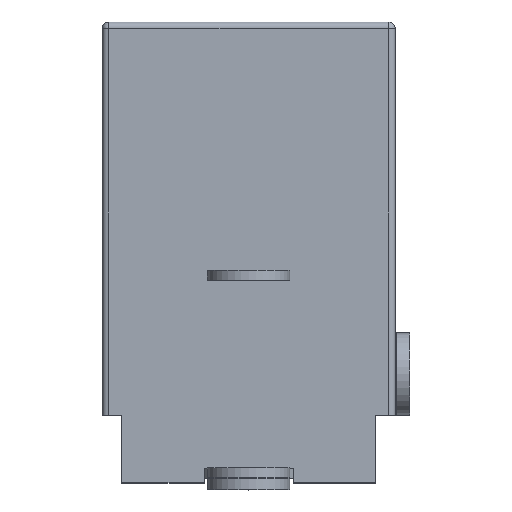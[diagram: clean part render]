
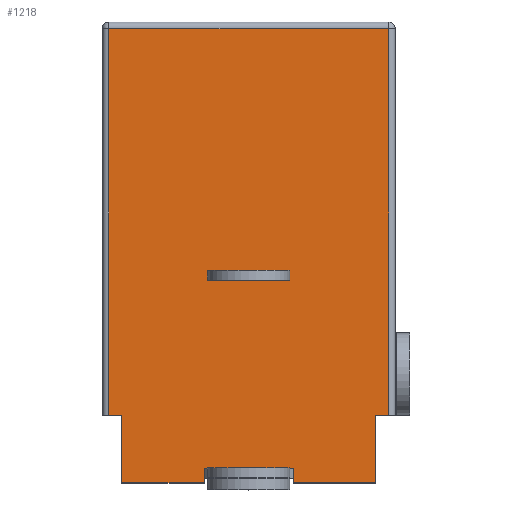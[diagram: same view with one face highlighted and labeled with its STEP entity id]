
A CAD part, top view. The second image highlights one B-rep face of the part: STEP entity #1218.
In plain terms, the highlighted planar face has unit normal (0, 0, 1).
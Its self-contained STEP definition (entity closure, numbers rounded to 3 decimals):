
#178=DIRECTION('',(1.,0.,0.));
#179=VECTOR('',#178,2.5);
#180=CARTESIAN_POINT('',(-1.25,-7.85,6.5));
#181=LINE('',#180,#179);
#182=DIRECTION('',(0.,1.,0.));
#183=VECTOR('',#182,0.3);
#184=CARTESIAN_POINT('',(1.25,-7.85,6.5));
#185=LINE('',#184,#183);
#186=DIRECTION('',(1.,0.,0.));
#187=VECTOR('',#186,2.5);
#188=CARTESIAN_POINT('',(-1.25,-7.55,6.5));
#189=LINE('',#188,#187);
#190=DIRECTION('',(0.,1.,0.));
#191=VECTOR('',#190,0.3);
#192=CARTESIAN_POINT('',(-1.25,-7.85,6.5));
#193=LINE('',#192,#191);
#194=DIRECTION('',(0.,-1.,0.));
#195=VECTOR('',#194,0.45);
#196=CARTESIAN_POINT('',(-1.35,-13.55,6.5));
#197=LINE('',#196,#195);
#198=DIRECTION('',(0.,-1.,0.));
#199=VECTOR('',#198,11.75);
#200=CARTESIAN_POINT('',(-4.25,-0.2,6.5));
#201=LINE('',#200,#199);
#202=DIRECTION('',(1.,0.,0.));
#203=VECTOR('',#202,8.5);
#204=CARTESIAN_POINT('',(-4.25,-0.2,6.5));
#205=LINE('',#204,#203);
#206=DIRECTION('',(-1.,0.,0.));
#207=VECTOR('',#206,2.5);
#208=CARTESIAN_POINT('',(1.25,-13.55,6.5));
#209=LINE('',#208,#207);
#285=DIRECTION('',(-1.,0.,0.));
#286=VECTOR('',#285,0.1);
#287=CARTESIAN_POINT('',(1.35,-13.55,6.5));
#288=LINE('',#287,#286);
#318=DIRECTION('',(-1.,0.,0.));
#319=VECTOR('',#318,0.1);
#320=CARTESIAN_POINT('',(-1.25,-13.55,6.5));
#321=LINE('',#320,#319);
#425=DIRECTION('',(0.,-1.,0.));
#426=VECTOR('',#425,0.45);
#427=CARTESIAN_POINT('',(1.35,-13.55,6.5));
#428=LINE('',#427,#426);
#429=DIRECTION('',(-1.,0.,0.));
#430=VECTOR('',#429,2.5);
#431=CARTESIAN_POINT('',(3.85,-14.,6.5));
#432=LINE('',#431,#430);
#445=DIRECTION('',(-1.,0.,0.));
#446=VECTOR('',#445,2.5);
#447=CARTESIAN_POINT('',(-1.35,-14.,6.5));
#448=LINE('',#447,#446);
#465=DIRECTION('',(0.,1.,0.));
#466=VECTOR('',#465,2.05);
#467=CARTESIAN_POINT('',(3.85,-14.,6.5));
#468=LINE('',#467,#466);
#494=DIRECTION('',(1.,0.,0.));
#495=VECTOR('',#494,0.4);
#496=CARTESIAN_POINT('',(-4.25,-11.95,6.5));
#497=LINE('',#496,#495);
#523=DIRECTION('',(1.,0.,0.));
#524=VECTOR('',#523,0.4);
#525=CARTESIAN_POINT('',(3.85,-11.95,6.5));
#526=LINE('',#525,#524);
#545=DIRECTION('',(0.,-1.,0.));
#546=VECTOR('',#545,2.05);
#547=CARTESIAN_POINT('',(-3.85,-11.95,6.5));
#548=LINE('',#547,#546);
#683=DIRECTION('',(0.,-1.,0.));
#684=VECTOR('',#683,11.75);
#685=CARTESIAN_POINT('',(4.25,-0.2,6.5));
#686=LINE('',#685,#684);
#698=CARTESIAN_POINT('',(-4.25,-11.95,6.5));
#700=VERTEX_POINT('',#698);
#701=CARTESIAN_POINT('',(4.25,-11.95,6.5));
#703=VERTEX_POINT('',#701);
#729=CARTESIAN_POINT('',(3.85,-11.95,6.5));
#731=VERTEX_POINT('',#729);
#733=CARTESIAN_POINT('',(-3.85,-11.95,6.5));
#735=VERTEX_POINT('',#733);
#737=CARTESIAN_POINT('',(3.85,-14.,6.5));
#738=CARTESIAN_POINT('',(1.35,-14.,6.5));
#739=VERTEX_POINT('',#737);
#740=VERTEX_POINT('',#738);
#745=CARTESIAN_POINT('',(-1.35,-14.,6.5));
#746=CARTESIAN_POINT('',(-3.85,-14.,6.5));
#747=VERTEX_POINT('',#745);
#748=VERTEX_POINT('',#746);
#753=CARTESIAN_POINT('',(1.35,-13.55,6.5));
#755=VERTEX_POINT('',#753);
#763=CARTESIAN_POINT('',(-1.35,-13.55,6.5));
#764=VERTEX_POINT('',#763);
#773=CARTESIAN_POINT('',(4.25,-0.2,6.5));
#775=VERTEX_POINT('',#773);
#795=CARTESIAN_POINT('',(-4.25,-0.2,6.5));
#796=VERTEX_POINT('',#795);
#823=CARTESIAN_POINT('',(-1.25,-7.85,6.5));
#824=CARTESIAN_POINT('',(1.25,-7.85,6.5));
#825=VERTEX_POINT('',#823);
#826=VERTEX_POINT('',#824);
#827=CARTESIAN_POINT('',(-1.25,-7.55,6.5));
#828=CARTESIAN_POINT('',(1.25,-7.55,6.5));
#829=VERTEX_POINT('',#827);
#830=VERTEX_POINT('',#828);
#851=CARTESIAN_POINT('',(1.25,-13.55,6.5));
#852=CARTESIAN_POINT('',(-1.25,-13.55,6.5));
#853=VERTEX_POINT('',#851);
#854=VERTEX_POINT('',#852);
#1174=CARTESIAN_POINT('',(-4.25,0.,6.5));
#1175=DIRECTION('',(0.,0.,1.));
#1176=DIRECTION('',(1.,0.,0.));
#1177=AXIS2_PLACEMENT_3D('',#1174,#1175,#1176);
#1178=PLANE('',#1177);
#1180=ORIENTED_EDGE('',*,*,#1179,.T.);
#1182=ORIENTED_EDGE('',*,*,#1181,.T.);
#1184=ORIENTED_EDGE('',*,*,#1183,.T.);
#1186=ORIENTED_EDGE('',*,*,#1185,.F.);
#1188=ORIENTED_EDGE('',*,*,#1187,.F.);
#1189=ORIENTED_EDGE('',*,*,#1166,.F.);
#1191=ORIENTED_EDGE('',*,*,#1190,.T.);
#1193=ORIENTED_EDGE('',*,*,#1192,.T.);
#1195=ORIENTED_EDGE('',*,*,#1194,.F.);
#1197=ORIENTED_EDGE('',*,*,#1196,.F.);
#1199=ORIENTED_EDGE('',*,*,#1198,.T.);
#1201=ORIENTED_EDGE('',*,*,#1200,.F.);
#1203=ORIENTED_EDGE('',*,*,#1202,.T.);
#1205=ORIENTED_EDGE('',*,*,#1204,.T.);
#1206=EDGE_LOOP('',(#1180,#1182,#1184,#1186,#1188,#1189,#1191,#1193,#1195,#1197,
#1199,#1201,#1203,#1205));
#1207=FACE_OUTER_BOUND('',#1206,.F.);
#1209=ORIENTED_EDGE('',*,*,#1208,.T.);
#1211=ORIENTED_EDGE('',*,*,#1210,.T.);
#1213=ORIENTED_EDGE('',*,*,#1212,.F.);
#1215=ORIENTED_EDGE('',*,*,#1214,.F.);
#1216=EDGE_LOOP('',(#1209,#1211,#1213,#1215));
#1217=FACE_BOUND('',#1216,.F.);
#1166=EDGE_CURVE('',#796,#700,#201,.T.);
#1179=EDGE_CURVE('',#854,#764,#321,.T.);
#1181=EDGE_CURVE('',#764,#747,#197,.T.);
#1183=EDGE_CURVE('',#747,#748,#448,.T.);
#1185=EDGE_CURVE('',#735,#748,#548,.T.);
#1187=EDGE_CURVE('',#700,#735,#497,.T.);
#1190=EDGE_CURVE('',#796,#775,#205,.T.);
#1192=EDGE_CURVE('',#775,#703,#686,.T.);
#1194=EDGE_CURVE('',#731,#703,#526,.T.);
#1196=EDGE_CURVE('',#739,#731,#468,.T.);
#1198=EDGE_CURVE('',#739,#740,#432,.T.);
#1200=EDGE_CURVE('',#755,#740,#428,.T.);
#1202=EDGE_CURVE('',#755,#853,#288,.T.);
#1204=EDGE_CURVE('',#853,#854,#209,.T.);
#1208=EDGE_CURVE('',#825,#826,#181,.T.);
#1210=EDGE_CURVE('',#826,#830,#185,.T.);
#1212=EDGE_CURVE('',#829,#830,#189,.T.);
#1214=EDGE_CURVE('',#825,#829,#193,.T.);
#1218=ADVANCED_FACE('',(#1207,#1217),#1178,.T.);
